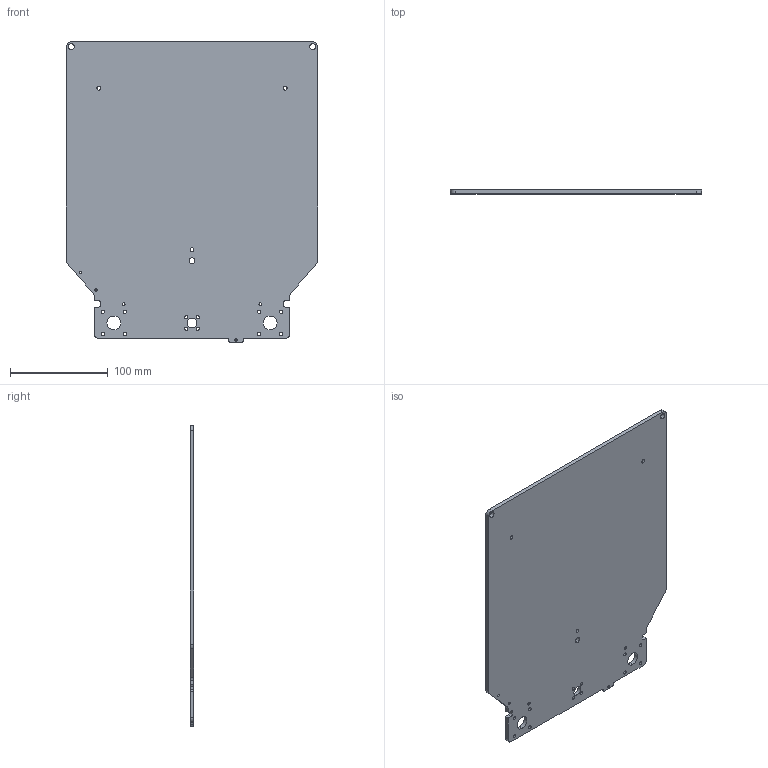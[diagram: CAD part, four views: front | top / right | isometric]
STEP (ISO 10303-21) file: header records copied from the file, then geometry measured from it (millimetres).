
FILE_DESCRIPTION (( 'STEP AP214' ), '1' );
FILE_NAME ('1153-B2P-B.STEP', '2015-10-12T09:06:53', ( '' ), ( '' ), 'SwSTEP 2.0', 'SolidWorks 2015', '' );
FILE_SCHEMA (( 'AUTOMOTIVE_DESIGN' ));
Length unit declared in the file: millimetre
Products named in the file (1): 1153-B2P-B
Bounding box: 257 x 4 x 307.2 mm (x, y, z)
Volume: 295240.6 mm3; surface area: 153577 mm2
Topology: 1 solids, 1 shells, 90 faces, 264 edges, 176 vertices
Faces by surface type: cylinder 68, plane 22
Entity records: 3246 total; most frequent: DIRECTION 582, CARTESIAN_POINT 531, ORIENTED_EDGE 528, EDGE_CURVE 264, AXIS2_PLACEMENT_3D 227, VERTEX_POINT 176, EDGE_LOOP 142, CIRCLE 136
